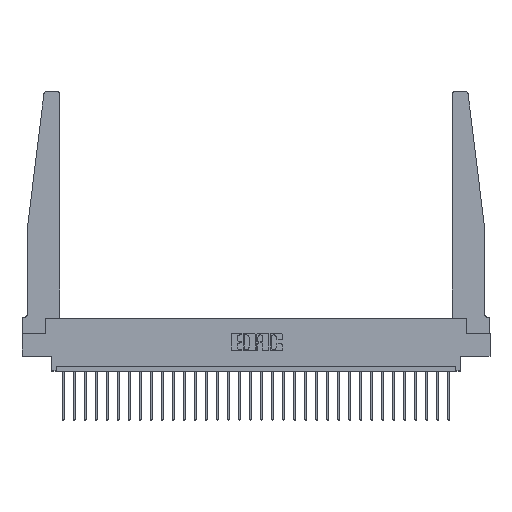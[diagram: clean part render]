
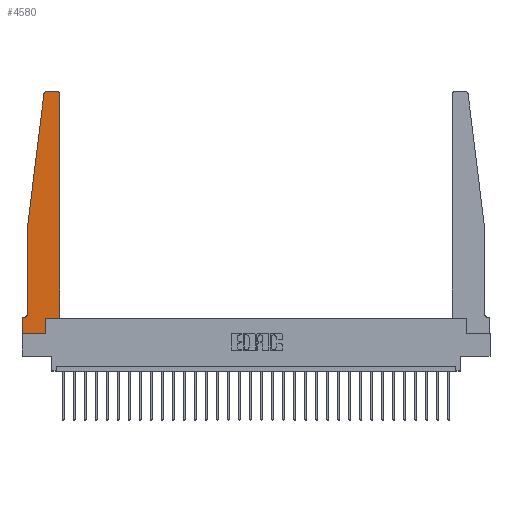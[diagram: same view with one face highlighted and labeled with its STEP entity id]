
A CAD part, top view. The second image highlights one B-rep face of the part: STEP entity #4580.
In plain terms, the highlighted planar face has unit normal (0, 0, 1).
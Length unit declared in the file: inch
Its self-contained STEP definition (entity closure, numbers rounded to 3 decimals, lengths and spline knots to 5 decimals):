
#97 = VERTEX_POINT ( 'NONE', #26731 ) ;
#165 = VERTEX_POINT ( 'NONE', #22814 ) ;
#292 = EDGE_CURVE ( 'NONE', #17643, #16044, #21242, .T. ) ;
#394 = FACE_OUTER_BOUND ( 'NONE', #28455, .T. ) ;
#1617 = ORIENTED_EDGE ( 'NONE', *, *, #24550, .T. ) ;
#1739 = CARTESIAN_POINT ( 'NONE',  ( 0., 0., 0.37 ) ) ;
#1993 = CARTESIAN_POINT ( 'NONE',  ( 0.25, 2.75, 0.37 ) ) ;
#2005 = DIRECTION ( 'NONE',  ( -1., 0., 0. ) ) ;
#2034 = LINE ( 'NONE', #24258, #18294 ) ;
#2260 = DIRECTION ( 'NONE',  ( 1., 0., 0. ) ) ;
#3508 = CARTESIAN_POINT ( 'NONE',  ( 0.065, 1.25, 0.37 ) ) ;
#3546 = AXIS2_PLACEMENT_3D ( 'NONE', #24367, #20295, #9295 ) ;
#3551 = VECTOR ( 'NONE', #18464, 39.37008 ) ;
#3685 = LINE ( 'NONE', #17382, #20139 ) ;
#3707 = EDGE_CURVE ( 'NONE', #25622, #26641, #9483, .T. ) ;
#4474 = DIRECTION ( 'NONE',  ( 0., -1., 0. ) ) ;
#4476 = CARTESIAN_POINT ( 'NONE',  ( 0.24675, 2.72367, 0.37 ) ) ;
#4580 = ADVANCED_FACE ( 'NONE', ( #394 ), #13764, .T. ) ;
#4636 = AXIS2_PLACEMENT_3D ( 'NONE', #13090, #23668, #2005 ) ;
#4976 = ORIENTED_EDGE ( 'NONE', *, *, #28500, .T. ) ;
#5201 = CARTESIAN_POINT ( 'NONE',  ( 0.065, 1.25, 0.37 ) ) ;
#6307 = LINE ( 'NONE', #1993, #27118 ) ;
#6372 = AXIS2_PLACEMENT_3D ( 'NONE', #19850, #27075, #2260 ) ;
#6590 = DIRECTION ( 'NONE',  ( -1., 0., 0. ) ) ;
#7761 = DIRECTION ( 'NONE',  ( 1., 0., 0. ) ) ;
#7914 = ORIENTED_EDGE ( 'NONE', *, *, #3707, .T. ) ;
#8052 = LINE ( 'NONE', #1739, #26281 ) ;
#8129 = ORIENTED_EDGE ( 'NONE', *, *, #21042, .T. ) ;
#8199 = ORIENTED_EDGE ( 'NONE', *, *, #20574, .T. ) ;
#8325 = ORIENTED_EDGE ( 'NONE', *, *, #26231, .T. ) ;
#8360 = EDGE_CURVE ( 'NONE', #19873, #17183, #12291, .T. ) ;
#8423 = CARTESIAN_POINT ( 'NONE',  ( 0., 0.1875, 0.37 ) ) ;
#8486 = DIRECTION ( 'NONE',  ( 0., 1., 0. ) ) ;
#8567 = EDGE_CURVE ( 'NONE', #11492, #19873, #18894, .T. ) ;
#9295 = DIRECTION ( 'NONE',  ( 1., 0., 0. ) ) ;
#9483 = LINE ( 'NONE', #5201, #3551 ) ;
#9673 = AXIS2_PLACEMENT_3D ( 'NONE', #9912, #27582, #7761 ) ;
#9912 = CARTESIAN_POINT ( 'NONE',  ( 0.395, 2.72, 0.37 ) ) ;
#10214 = DIRECTION ( 'NONE',  ( 0., -1., 0. ) ) ;
#11419 = DIRECTION ( 'NONE',  ( 0., 1., 0. ) ) ;
#11492 = VERTEX_POINT ( 'NONE', #27891 ) ;
#11869 = ORIENTED_EDGE ( 'NONE', *, *, #8360, .T. ) ;
#12291 = LINE ( 'NONE', #21429, #23048 ) ;
#12434 = DIRECTION ( 'NONE',  ( 1., 0., 0. ) ) ;
#12460 = DIRECTION ( 'NONE',  ( 1., 0., 0. ) ) ;
#12526 = CARTESIAN_POINT ( 'NONE',  ( 0.2605, 0., 0.37 ) ) ;
#12538 = ORIENTED_EDGE ( 'NONE', *, *, #18537, .T. ) ;
#12925 = EDGE_CURVE ( 'NONE', #18290, #18089, #19391, .T. ) ;
#13090 = CARTESIAN_POINT ( 'NONE',  ( 0.015, 0.2375, 0.37 ) ) ;
#13105 = LINE ( 'NONE', #21514, #26218 ) ;
#13764 = PLANE ( 'NONE',  #6372 ) ;
#15091 = VECTOR ( 'NONE', #12434, 39.37008 ) ;
#15226 = CARTESIAN_POINT ( 'NONE',  ( 0.27653, 2.75, 0.37 ) ) ;
#15826 = VERTEX_POINT ( 'NONE', #15226 ) ;
#16044 = VERTEX_POINT ( 'NONE', #25603 ) ;
#16425 = CARTESIAN_POINT ( 'NONE',  ( 0., 0., 0.37 ) ) ;
#16950 = CARTESIAN_POINT ( 'NONE',  ( 0., 0., 0.37 ) ) ;
#17183 = VERTEX_POINT ( 'NONE', #8423 ) ;
#17227 = DIRECTION ( 'NONE',  ( -1., 0., 0. ) ) ;
#17382 = CARTESIAN_POINT ( 'NONE',  ( 0.425, 0.18, 0.37 ) ) ;
#17643 = VERTEX_POINT ( 'NONE', #27993 ) ;
#18089 = VERTEX_POINT ( 'NONE', #12526 ) ;
#18290 = VERTEX_POINT ( 'NONE', #16425 ) ;
#18294 = VECTOR ( 'NONE', #4474, 39.37008 ) ;
#18464 = DIRECTION ( 'NONE',  ( -0.122, -0.992, 0. ) ) ;
#18537 = EDGE_CURVE ( 'NONE', #16044, #15826, #6307, .T. ) ;
#18894 = CIRCLE ( 'NONE', #4636, 0.05 ) ;
#19391 = LINE ( 'NONE', #16950, #15091 ) ;
#19850 = CARTESIAN_POINT ( 'NONE',  ( 0., 0.1875, 0.37 ) ) ;
#19873 = VERTEX_POINT ( 'NONE', #24342 ) ;
#20060 = ORIENTED_EDGE ( 'NONE', *, *, #12925, .T. ) ;
#20139 = VECTOR ( 'NONE', #12460, 39.37008 ) ;
#20295 = DIRECTION ( 'NONE',  ( 0., 0., 1. ) ) ;
#20422 = ORIENTED_EDGE ( 'NONE', *, *, #8567, .T. ) ;
#20574 = EDGE_CURVE ( 'NONE', #26641, #11492, #2034, .T. ) ;
#21042 = EDGE_CURVE ( 'NONE', #97, #17643, #24754, .T. ) ;
#21242 = CIRCLE ( 'NONE', #9673, 0.03 ) ;
#21429 = CARTESIAN_POINT ( 'NONE',  ( 0.065, 0.1875, 0.37 ) ) ;
#21514 = CARTESIAN_POINT ( 'NONE',  ( 0.2605, 0.18, 0.37 ) ) ;
#22814 = CARTESIAN_POINT ( 'NONE',  ( 0.2605, 0.18, 0.37 ) ) ;
#23048 = VECTOR ( 'NONE', #17227, 39.37008 ) ;
#23147 = CARTESIAN_POINT ( 'NONE',  ( 0.425, 0.18, 0.37 ) ) ;
#23668 = DIRECTION ( 'NONE',  ( 0., 0., -1. ) ) ;
#23879 = ORIENTED_EDGE ( 'NONE', *, *, #292, .T. ) ;
#24258 = CARTESIAN_POINT ( 'NONE',  ( 0.065, 1.25, 0.37 ) ) ;
#24342 = CARTESIAN_POINT ( 'NONE',  ( 0.015, 0.1875, 0.37 ) ) ;
#24367 = CARTESIAN_POINT ( 'NONE',  ( 0.27653, 2.72, 0.37 ) ) ;
#24513 = ORIENTED_EDGE ( 'NONE', *, *, #24774, .T. ) ;
#24550 = EDGE_CURVE ( 'NONE', #15826, #25622, #28476, .T. ) ;
#24754 = LINE ( 'NONE', #23147, #25597 ) ;
#24774 = EDGE_CURVE ( 'NONE', #165, #97, #3685, .T. ) ;
#25597 = VECTOR ( 'NONE', #11419, 39.37008 ) ;
#25603 = CARTESIAN_POINT ( 'NONE',  ( 0.395, 2.75, 0.37 ) ) ;
#25622 = VERTEX_POINT ( 'NONE', #4476 ) ;
#26218 = VECTOR ( 'NONE', #8486, 39.37008 ) ;
#26231 = EDGE_CURVE ( 'NONE', #18089, #165, #13105, .T. ) ;
#26281 = VECTOR ( 'NONE', #10214, 39.37008 ) ;
#26641 = VERTEX_POINT ( 'NONE', #3508 ) ;
#26731 = CARTESIAN_POINT ( 'NONE',  ( 0.425, 0.18, 0.37 ) ) ;
#27075 = DIRECTION ( 'NONE',  ( 0., 0., 1. ) ) ;
#27118 = VECTOR ( 'NONE', #6590, 39.37008 ) ;
#27582 = DIRECTION ( 'NONE',  ( 0., 0., 1. ) ) ;
#27891 = CARTESIAN_POINT ( 'NONE',  ( 0.065, 0.2375, 0.37 ) ) ;
#27993 = CARTESIAN_POINT ( 'NONE',  ( 0.425, 2.72, 0.37 ) ) ;
#28455 = EDGE_LOOP ( 'NONE', ( #12538, #1617, #7914, #8199, #20422, #11869, #4976, #20060, #8325, #24513, #8129, #23879 ) ) ;
#28476 = CIRCLE ( 'NONE', #3546, 0.03 ) ;
#28500 = EDGE_CURVE ( 'NONE', #17183, #18290, #8052, .T. ) ;
